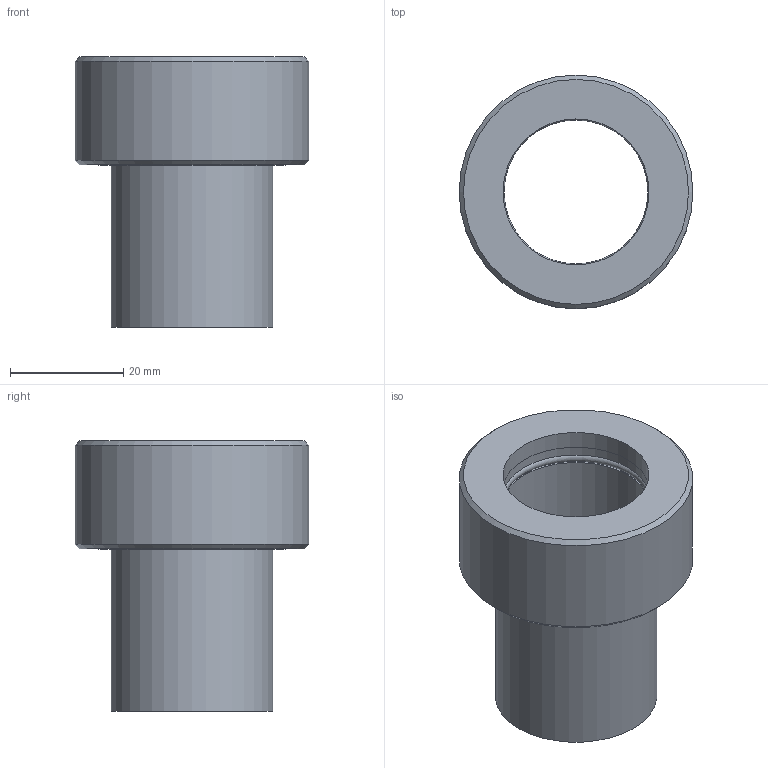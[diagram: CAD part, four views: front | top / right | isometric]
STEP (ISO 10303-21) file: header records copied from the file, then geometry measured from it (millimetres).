
FILE_DESCRIPTION(/* description */ (''),/* implementation_level */ '2;1');
FILE_NAME(/* name */ '1000118a.stp',/* time_stamp */ '2019-08-01T09:17:46-04:00',/* author */ ('Glen_C'),/* organization */ (''),/* preprocessor_version */ 'ST-DEVELOPER v16.13',/* originating_system */ 'Autodesk Inventor 2018',/* authorisation */ '');
FILE_SCHEMA (('AUTOMOTIVE_DESIGN { 1 0 10303 214 3 1 1 }'));
Length unit declared in the file: inch
Products named in the file (1): 1000118a
Bounding box: 41.27 x 41.27 x 47.75 mm (x, y, z)
Volume: 19230.3 mm3; surface area: 15763.9 mm2
Topology: 4 solids, 4 shells, 28 faces, 47 edges, 30 vertices
Faces by surface type: plane 11, cylinder 10, cone 5, torus 2
Full cylindrical faces by diameter (mm): 25.781 x3, 28.575 x1, 30.15 x1, 32.868 x1, 33.02 x1, 33.553 x1, 34.874 x1, 41.275 x1
Entity records: 684 total; most frequent: DIRECTION 116, CARTESIAN_POINT 87, ORIENTED_EDGE 58, AXIS2_PLACEMENT_3D 58, EDGE_LOOP 56, STYLED_ITEM 32, CIRCLE 29, VERTEX_POINT 29
